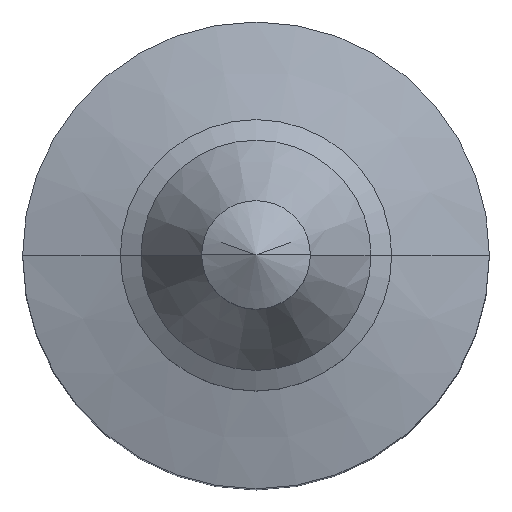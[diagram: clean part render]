
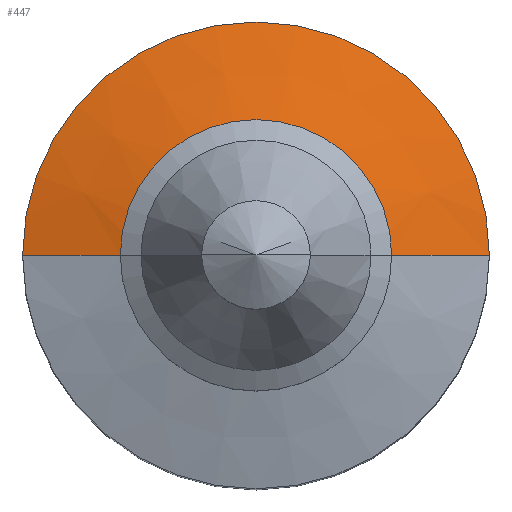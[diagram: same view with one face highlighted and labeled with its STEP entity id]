
A CAD part, top view. The second image highlights one B-rep face of the part: STEP entity #447.
In plain terms, the highlighted conical face has half-angle 75 degrees and reference radius 12.5 mm.
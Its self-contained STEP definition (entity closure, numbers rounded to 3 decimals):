
#53 = VECTOR ( 'NONE', #64, 1000. ) ;
#54 = CARTESIAN_POINT ( 'NONE',  ( -12.5, 0., 120. ) ) ;
#55 = LINE ( 'NONE', #54, #53 ) ;
#64 = DIRECTION ( 'NONE',  ( -0.966, 0., -0.259 ) ) ;
#341 = CARTESIAN_POINT ( 'NONE',  ( 0., 0., 120. ) ) ;
#347 = CIRCLE ( 'NONE', #359, 12.5 ) ;
#357 = DIRECTION ( 'NONE',  ( -1., 0., 0. ) ) ;
#358 = DIRECTION ( 'NONE',  ( 0., 0., -1. ) ) ;
#359 = AXIS2_PLACEMENT_3D ( 'NONE', #341, #358, #357 ) ;
#384 = EDGE_LOOP ( 'NONE', ( #398, #448, #431, #446 ) ) ;
#390 = EDGE_CURVE ( 'NONE', #444, #433, #773, .T. ) ;
#398 = ORIENTED_EDGE ( 'NONE', *, *, #412, .T. ) ;
#408 = VERTEX_POINT ( 'NONE', #752 ) ;
#412 = EDGE_CURVE ( 'NONE', #408, #450, #347, .T. ) ;
#431 = ORIENTED_EDGE ( 'NONE', *, *, #390, .F. ) ;
#433 = VERTEX_POINT ( 'NONE', #782 ) ;
#444 = VERTEX_POINT ( 'NONE', #802 ) ;
#446 = ORIENTED_EDGE ( 'NONE', *, *, #588, .F. ) ;
#447 = ADVANCED_FACE ( 'NONE', ( #895 ), #920, .T. ) ;
#448 = ORIENTED_EDGE ( 'NONE', *, *, #449, .T. ) ;
#449 = EDGE_CURVE ( 'NONE', #450, #433, #790, .T. ) ;
#450 = VERTEX_POINT ( 'NONE', #784 ) ;
#588 = EDGE_CURVE ( 'NONE', #408, #444, #55, .T. ) ;
#720 = AXIS2_PLACEMENT_3D ( 'NONE', #778, #765, #764 ) ;
#752 = CARTESIAN_POINT ( 'NONE',  ( -12.5, 0., 120. ) ) ;
#764 = DIRECTION ( 'NONE',  ( -1., 0., 0. ) ) ;
#765 = DIRECTION ( 'NONE',  ( 0., 0., -1. ) ) ;
#773 = CIRCLE ( 'NONE', #720, 21.5 ) ;
#778 = CARTESIAN_POINT ( 'NONE',  ( 0., 0., 117.588 ) ) ;
#782 = CARTESIAN_POINT ( 'NONE',  ( 21.5, 0., 117.588 ) ) ;
#784 = CARTESIAN_POINT ( 'NONE',  ( 12.5, 0., 120. ) ) ;
#786 = DIRECTION ( 'NONE',  ( 0.966, 0., -0.259 ) ) ;
#787 = VECTOR ( 'NONE', #786, 1000. ) ;
#788 = DIRECTION ( 'NONE',  ( -1., 0., 0. ) ) ;
#789 = CARTESIAN_POINT ( 'NONE',  ( 12.5, 0., 120. ) ) ;
#790 = LINE ( 'NONE', #789, #787 ) ;
#794 = AXIS2_PLACEMENT_3D ( 'NONE', #908, #803, #788 ) ;
#802 = CARTESIAN_POINT ( 'NONE',  ( -21.5, 0., 117.588 ) ) ;
#803 = DIRECTION ( 'NONE',  ( 0., 0., -1. ) ) ;
#895 = FACE_OUTER_BOUND ( 'NONE', #384, .T. ) ;
#908 = CARTESIAN_POINT ( 'NONE',  ( 0., 0., 120. ) ) ;
#920 = CONICAL_SURFACE ( 'NONE', #794, 12.5, 1.309 ) ;
